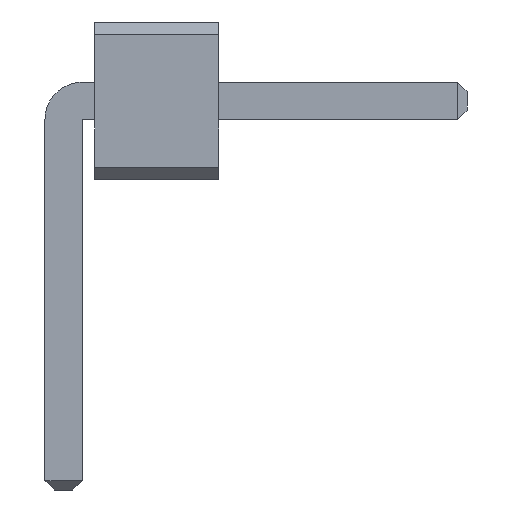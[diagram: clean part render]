
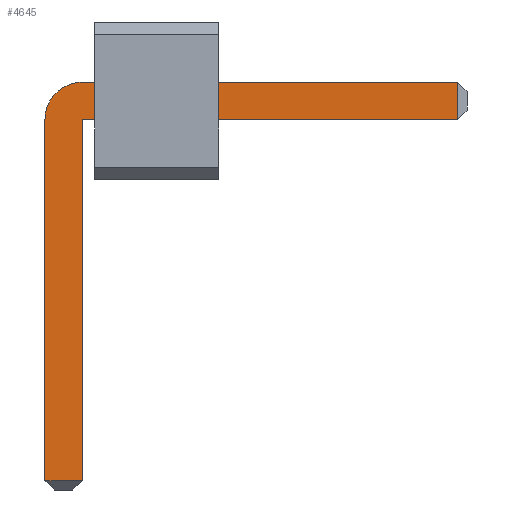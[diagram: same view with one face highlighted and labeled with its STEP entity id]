
A CAD part, front view. The second image highlights one B-rep face of the part: STEP entity #4645.
In plain terms, the highlighted planar face has unit normal (0, -1, 0).
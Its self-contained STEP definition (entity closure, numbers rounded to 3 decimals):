
#13=DIRECTION('',(0.,0.,1.));
#2107=VECTOR('',#13,1.);
#4416=DIRECTION('',(0.,0.,-1.));
#4448=VECTOR('',#4449,1.);
#4449=DIRECTION('',(1.,0.,0.));
#4455=VECTOR('',#4416,1.);
#4462=VECTOR('',#4463,1.);
#4463=DIRECTION('',(-1.,0.,0.));
#4484=DIRECTION('',(-0.,1.,0.));
#4488=DIRECTION('',(0.,1.,0.));
#4489=DIRECTION('',(0.,0.,1.));
#4496=VERTEX_POINT('',#4497);
#4497=CARTESIAN_POINT('',(0.15,-35.15,0.785));
#4499=ORIENTED_EDGE('',*,*,#4500,.T.);
#4500=EDGE_CURVE('',#4496,#4501,#4503,.T.);
#4501=VERTEX_POINT('',#4502);
#4502=CARTESIAN_POINT('',(3.175,-35.15,0.785));
#4503=LINE('',#4504,#4448);
#4504=CARTESIAN_POINT('',(-0.15,-35.15,0.785));
#4541=EDGE_CURVE('',#4542,#4496,#4544,.T.);
#4542=VERTEX_POINT('',#4543);
#4543=CARTESIAN_POINT('',(-0.15,-35.15,0.485));
#4544=CIRCLE('',#4545,0.3);
#4545=AXIS2_PLACEMENT_3D('',#4546,#4484,#4416);
#4546=CARTESIAN_POINT('',(0.15,-35.15,0.485));
#4558=VERTEX_POINT('',#4559);
#4559=CARTESIAN_POINT('',(3.175,-35.15,0.485));
#4561=ORIENTED_EDGE('',*,*,#4562,.T.);
#4562=EDGE_CURVE('',#4558,#4563,#4564,.T.);
#4563=VERTEX_POINT('',#4546);
#4564=LINE('',#4565,#4462);
#4565=CARTESIAN_POINT('',(3.25,-35.15,0.485));
#4577=VERTEX_POINT('',#4578);
#4578=CARTESIAN_POINT('',(-0.15,-35.15,-2.425));
#4580=ORIENTED_EDGE('',*,*,#4581,.T.);
#4581=EDGE_CURVE('',#4577,#4542,#4582,.T.);
#4582=LINE('',#4583,#2107);
#4583=CARTESIAN_POINT('',(-0.15,-35.15,-2.5));
#4591=ORIENTED_EDGE('',*,*,#4592,.T.);
#4592=EDGE_CURVE('',#4563,#4593,#4595,.T.);
#4593=VERTEX_POINT('',#4594);
#4594=CARTESIAN_POINT('',(0.15,-35.15,-2.425));
#4595=LINE('',#4546,#4455);
#4645=ADVANCED_FACE('',(#4646),#4655,.F.);
#4646=FACE_BOUND('',#4647,.F.);
#4647=EDGE_LOOP('',(#4499,#4648,#4561,#4591,#4651,#4580,#4654));
#4648=ORIENTED_EDGE('',*,*,#4649,.T.);
#4649=EDGE_CURVE('',#4501,#4558,#4650,.T.);
#4650=LINE('',#4502,#4455);
#4651=ORIENTED_EDGE('',*,*,#4652,.T.);
#4652=EDGE_CURVE('',#4593,#4577,#4653,.T.);
#4653=LINE('',#4594,#4462);
#4654=ORIENTED_EDGE('',*,*,#4541,.T.);
#4655=PLANE('',#4656);
#4656=AXIS2_PLACEMENT_3D('',#4657,#4488,#4489);
#4657=CARTESIAN_POINT('',(0.858,-35.15,-0.165));
